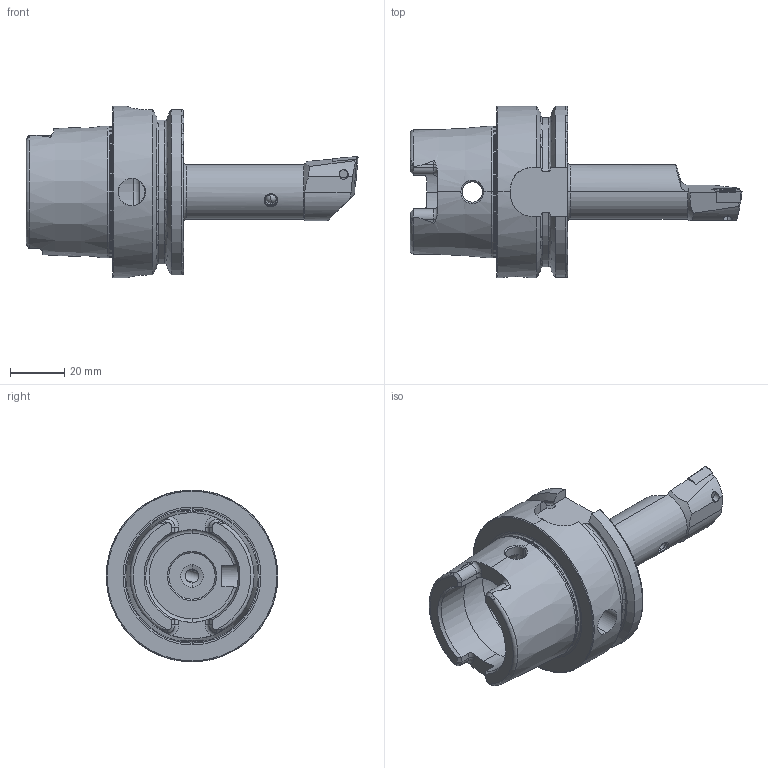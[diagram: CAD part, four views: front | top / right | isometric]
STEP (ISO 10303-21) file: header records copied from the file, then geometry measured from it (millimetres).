
FILE_DESCRIPTION (( 'STEP AP214' ), '1' );
FILE_NAME ('HA6.BCB.LLX.090.STEP', '2017-11-21T17:20:32', ( 'SWIAdmin' ), ( 'Hewlett-Packard Company' ), 'SwSTEP 2.0', 'SolidWorks 2017', '' );
FILE_SCHEMA (( 'AUTOMOTIVE_DESIGN' ));
Length unit declared in the file: millimetre
Products named in the file (5): CCMT09T304; WCB-ER2.001.009_A; KVT_MB_600_050; HA6-BCB.LLX.090_A; HA6.BCB.LLX.090
Assembly tree (4 placements, depth 2):
  HA6.BCB.LLX.090
    HA6-BCB.LLX.090_A
    KVT_MB_600_050
    WCB-ER2.001.009_A
    CCMT09T304
Bounding box: 121.9 x 63 x 63 mm (x, y, z)
Volume: 96392.9 mm3; surface area: 27830 mm2
Topology: 5 solids, 5 shells, 313 faces, 812 edges, 492 vertices
Faces by surface type: cylinder 91, cone 85, plane 78, torus 39, bspline 16, sphere 4
Entity records: 11818 total; most frequent: CARTESIAN_POINT 3836, ORIENTED_EDGE 1586, DIRECTION 1451, EDGE_CURVE 793, AXIS2_PLACEMENT_3D 579, VERTEX_POINT 489, EDGE_LOOP 326, ADVANCED_FACE 313
